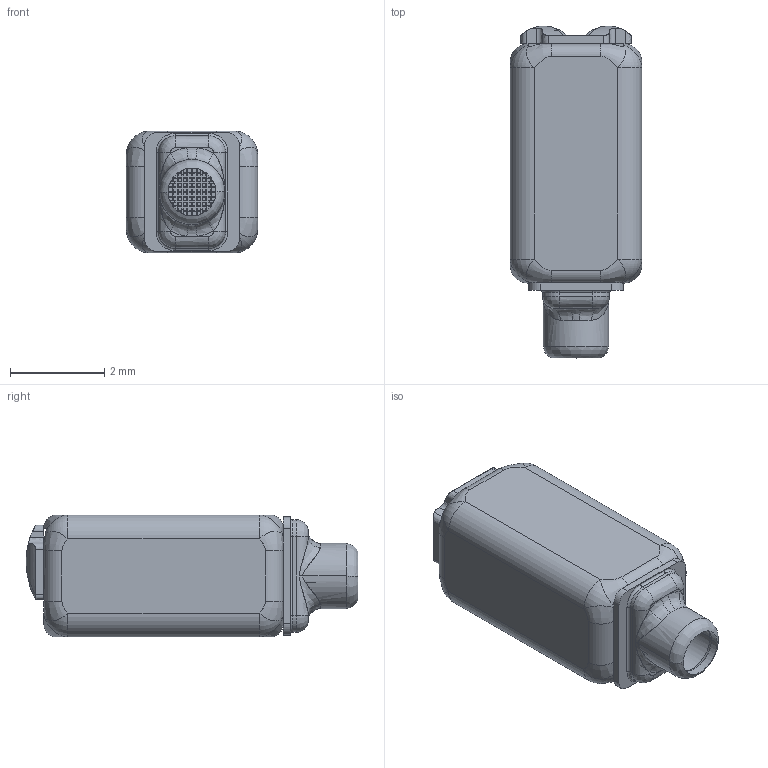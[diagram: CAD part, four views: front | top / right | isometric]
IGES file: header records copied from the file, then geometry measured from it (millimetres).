
Start section:  PTC IGES file: fh-23469-000_sw.igs
Global section: file name: fh-23469-000_sw.igs; native system: Pro/ENGINEER by Parametric Technology Corporation; preprocessor: 2005070; author: MMason; organization: Unknown; date: 050920.114057; units: inch
Bounding box: 2.79 x 7.05 x 2.59 mm (x, y, z)
Surface area: 136.3 mm2 (no closed solid volume)
Topology: 0 solids, 0 shells, 724 faces, 4124 edges, 4120 vertices
Faces by surface type: bspline 575, revolution 149
